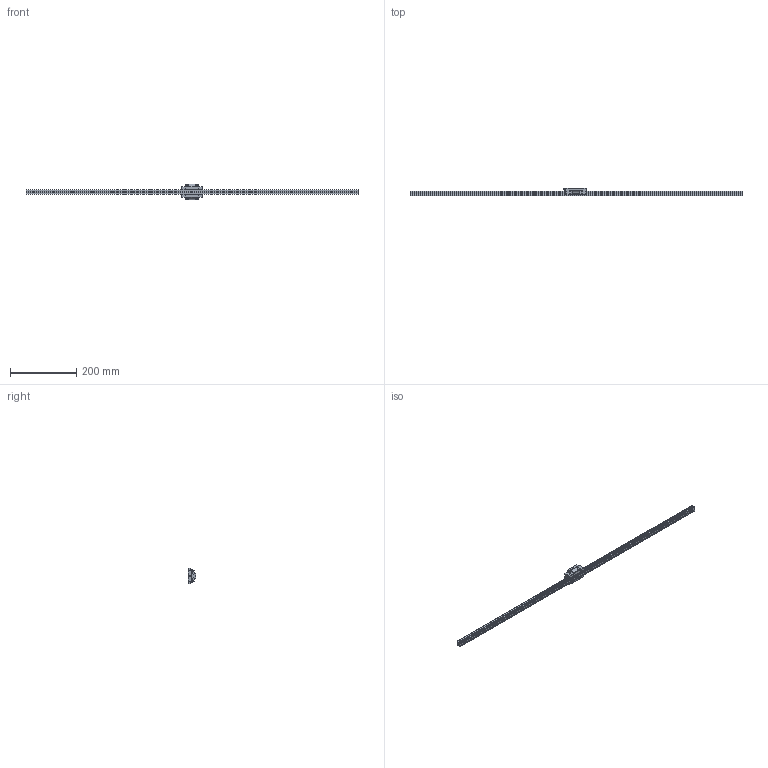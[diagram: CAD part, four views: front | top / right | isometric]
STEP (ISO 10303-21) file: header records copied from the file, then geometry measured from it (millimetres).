
FILE_DESCRIPTION(/* description */ ('GD15WA','CAx-IF Rec.Pracs.---Representation and Presentation of Product Manufacturing Information (PMI)---4.0---2014-10-13'),/* implementation_level */ '2;1');
FILE_NAME(/* name */ 'GD15WA.stp',/* time_stamp */ '2020-05-18T16:05:56+02:00',/* author */ ('marcw'),/* organization */ ('Almotion'),/* preprocessor_version */ 'ST-DEVELOPER v18.1',/* originating_system */ 'Autodesk Inventor 2020',/* authorisation */ ' ');
FILE_SCHEMA (('AP242_MANAGED_MODEL_BASED_3D_ENGINEERING_MIM_LF { 1 0 10303 442 1 1 4 }'));
Length unit declared in the file: millimetre
Products named in the file (3): GD15WA; Rail15; CarriageNA15
Assembly tree (2 placements, depth 2):
  GD15WA
    Rail15
    CarriageNA15
Bounding box: 1002 x 24 x 47 mm (x, y, z)
Volume: 215375.5 mm3; surface area: 75098.6 mm2
Topology: 5 solids, 5 shells, 263 faces, 742 edges, 508 vertices
Faces by surface type: plane 165, cylinder 58, cone 39, bspline 1
Full cylindrical faces by diameter (mm): 2.459 x6, 3 x1, 4.3 x4, 4.5 x17, 4.8 x1, 7.5 x17
Entity records: 9014 total; most frequent: CARTESIAN_POINT 1566, DIRECTION 1505, ORIENTED_EDGE 1472, EDGE_CURVE 736, VERTEX_POINT 508, AXIS2_PLACEMENT_3D 506, LINE 493, VECTOR 493
